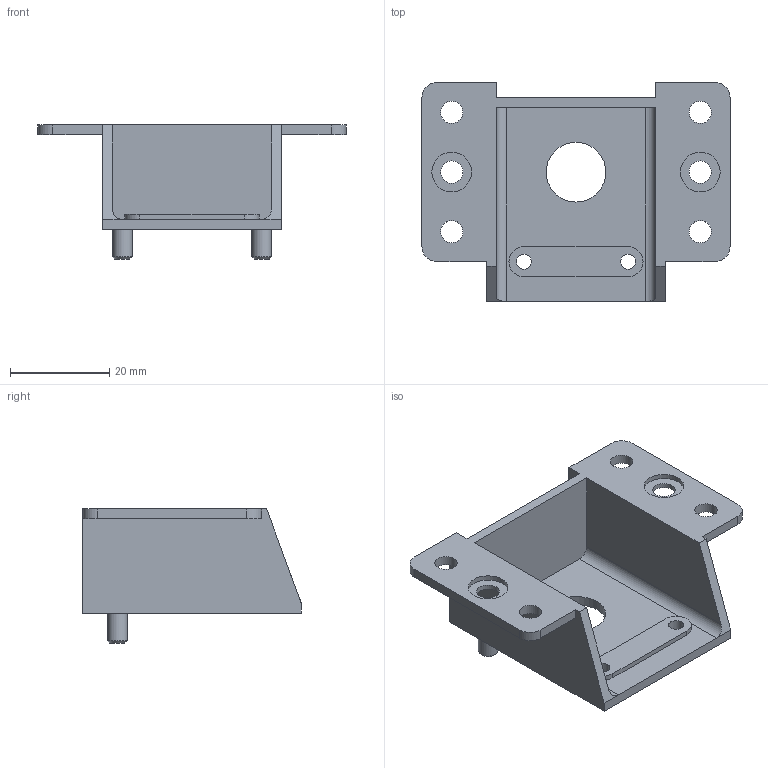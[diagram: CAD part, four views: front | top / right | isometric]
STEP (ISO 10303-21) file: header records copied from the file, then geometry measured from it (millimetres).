
FILE_DESCRIPTION(('HOOPS Exchange Step'),'2;1');
FILE_NAME('temp_export','2023-06-17T21:46:45+08:00',('mobile'),('Shapr3D Limited'),'HOOPS Exchange 2022.1','Shapr3D','Authorized');
FILE_SCHEMA( ('AP203_CONFIGURATION_CONTROLLED_3D_DESIGN_OF_MECHANICAL_PARTS_AND_ASSEMBLIES_MIM_LF') );
Length unit declared in the file: millimetre
Products named in the file (1): root
Bounding box: 62 x 44 x 27 mm (x, y, z)
Volume: 8967.2 mm3; surface area: 9620.1 mm2
Topology: 1 solids, 1 shells, 53 faces, 143 edges, 97 vertices
Faces by surface type: plane 29, cylinder 22, cone 2
Full cylindrical faces by diameter (mm): 3 x2, 4 x2, 4.5 x6, 8 x2, 12 x1
Entity records: 1752 total; most frequent: DIRECTION 306, CARTESIAN_POINT 294, ORIENTED_EDGE 286, EDGE_CURVE 143, AXIS2_PLACEMENT_3D 109, VERTEX_POINT 97, VECTOR 88, LINE 88
